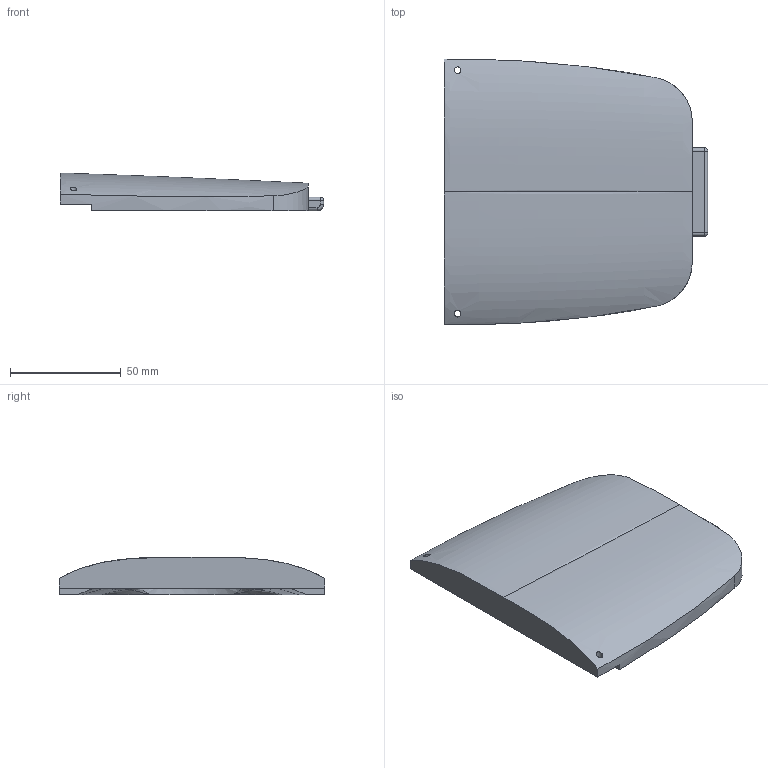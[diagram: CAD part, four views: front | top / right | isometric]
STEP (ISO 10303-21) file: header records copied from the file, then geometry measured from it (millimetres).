
FILE_DESCRIPTION(/* description */ (''),/* implementation_level */ '2;1');
FILE_NAME(/* name */ '逆行者2180.stp',/* time_stamp */ '2023-10-30T10:37:12+08:00',/* author */ (''),/* organization */ (''),/* preprocessor_version */ 'ST-DEVELOPER v16.7',/* originating_system */ 'SIEMENS PLM Software NX 12.0',/* authorisation */ '');
FILE_SCHEMA (('AUTOMOTIVE_DESIGN { 1 0 10303 214 3 1 1 1 }'));
Length unit declared in the file: millimetre
Products named in the file (1): Admi20ACFD6Cbloh
Bounding box: 119 x 120 x 17.11 mm (x, y, z)
Volume: 110280.7 mm3; surface area: 31740.1 mm2
Topology: 1 solids, 1 shells, 55 faces, 144 edges, 90 vertices
Faces by surface type: bspline 20, cylinder 17, plane 11, extrusion 2, torus 2, sphere 2, cone 1
Full cylindrical faces by diameter (mm): 3 x2, 28 x1
Entity records: 29279 total; most frequent: CARTESIAN_POINT 28101, ORIENTED_EDGE 264, DIRECTION 186, EDGE_CURVE 132, VERTEX_POINT 86, AXIS2_PLACEMENT_3D 74, EDGE_LOOP 66, B_SPLINE_CURVE_WITH_KNOTS 58
